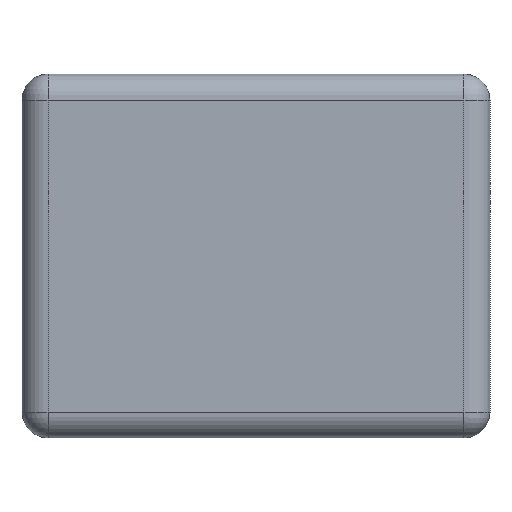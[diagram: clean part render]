
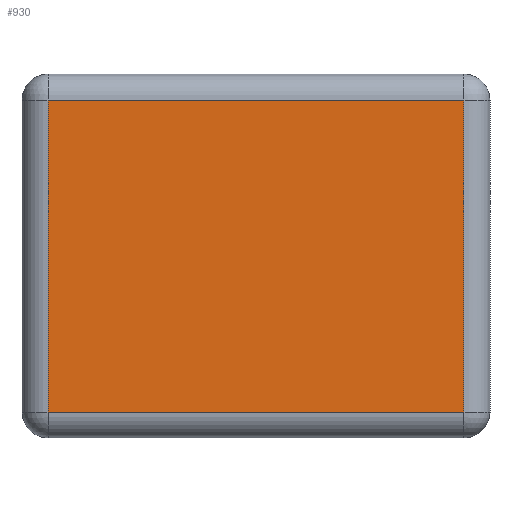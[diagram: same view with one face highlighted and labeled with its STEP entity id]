
A CAD part, left-side view. The second image highlights one B-rep face of the part: STEP entity #930.
In plain terms, the highlighted planar face has unit normal (-1, 0, 0).
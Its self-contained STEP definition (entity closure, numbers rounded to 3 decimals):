
#834=CARTESIAN_POINT('',(-1.7,-0.8,0.1));
#835=VERTEX_POINT('',#834);
#851=CARTESIAN_POINT('',(-1.7,-0.8,1.3));
#852=VERTEX_POINT('',#851);
#860=CARTESIAN_POINT('',(-1.7,-0.8,1.3));
#861=DIRECTION('',(0.0,0.0,-1.0));
#862=VECTOR('',#861,1.2);
#863=LINE('',#860,#862);
#864=EDGE_CURVE('',#852,#835,#863,.T.);
#900=CARTESIAN_POINT('',(-1.7,-0.9,0.0));
#901=DIRECTION('',(-1.0,0.0,0.0));
#902=DIRECTION('',(0.0,0.0,1.0));
#903=AXIS2_PLACEMENT_3D('',#900,#901,#902);
#904=PLANE('',#903);
#905=CARTESIAN_POINT('',(-1.7,0.8,0.1));
#906=VERTEX_POINT('',#905);
#907=CARTESIAN_POINT('',(-1.7,0.8,1.3));
#908=VERTEX_POINT('',#907);
#909=CARTESIAN_POINT('',(-1.7,0.8,0.1));
#910=DIRECTION('',(0.0,0.0,1.0));
#911=VECTOR('',#910,1.2);
#912=LINE('',#909,#911);
#913=EDGE_CURVE('',#906,#908,#912,.T.);
#914=ORIENTED_EDGE('',*,*,#913,.F.);
#915=CARTESIAN_POINT('',(-1.7,-0.8,0.1));
#916=DIRECTION('',(0.0,1.0,0.0));
#917=VECTOR('',#916,1.6);
#918=LINE('',#915,#917);
#919=EDGE_CURVE('',#835,#906,#918,.T.);
#920=ORIENTED_EDGE('',*,*,#919,.F.);
#921=ORIENTED_EDGE('',*,*,#864,.F.);
#922=CARTESIAN_POINT('',(-1.7,0.8,1.3));
#923=DIRECTION('',(0.0,-1.0,0.0));
#924=VECTOR('',#923,1.6);
#925=LINE('',#922,#924);
#926=EDGE_CURVE('',#908,#852,#925,.T.);
#927=ORIENTED_EDGE('',*,*,#926,.F.);
#928=EDGE_LOOP('',(#914,#920,#921,#927));
#929=FACE_OUTER_BOUND('',#928,.T.);
#930=ADVANCED_FACE('',(#929),#904,.T.);
